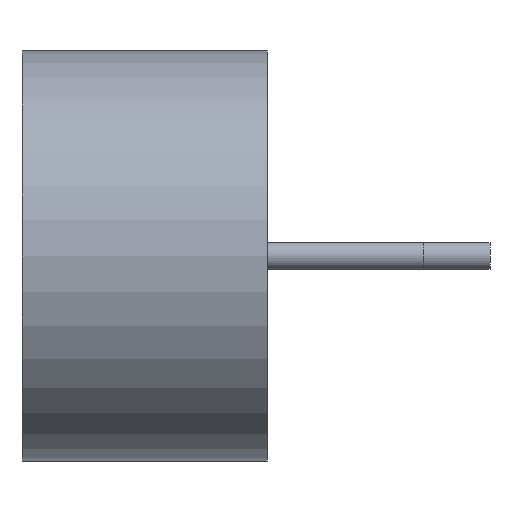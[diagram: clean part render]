
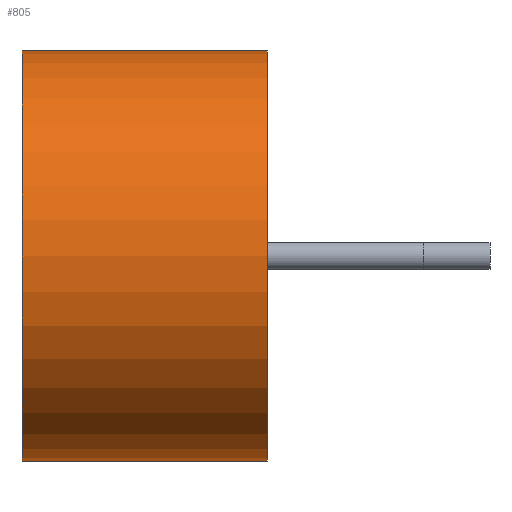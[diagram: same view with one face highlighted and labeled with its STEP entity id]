
A CAD part, left-side view. The second image highlights one B-rep face of the part: STEP entity #805.
In plain terms, the highlighted cylindrical face has radius 4.6 mm (diameter 9.2 mm), a partial arc.
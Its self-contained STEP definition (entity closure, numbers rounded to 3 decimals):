
#18 = FACE_OUTER_BOUND ( 'NONE', #1198, .T. ) ;
#29 = CYLINDRICAL_SURFACE ( 'NONE', #108, 4.6 ) ;
#35 = ORIENTED_EDGE ( 'NONE', *, *, #669, .T. ) ;
#85 = VERTEX_POINT ( 'NONE', #1289 ) ;
#90 = CARTESIAN_POINT ( 'NONE',  ( 0., 5.5, 4.6 ) ) ;
#105 = AXIS2_PLACEMENT_3D ( 'NONE', #591, #1359, #461 ) ;
#108 = AXIS2_PLACEMENT_3D ( 'NONE', #264, #637, #923 ) ;
#161 = CIRCLE ( 'NONE', #1349, 4.6 ) ;
#165 = CARTESIAN_POINT ( 'NONE',  ( 0., 0., 0. ) ) ;
#238 = ORIENTED_EDGE ( 'NONE', *, *, #1403, .T. ) ;
#264 = CARTESIAN_POINT ( 'NONE',  ( 0., 5.5, 0. ) ) ;
#314 = CARTESIAN_POINT ( 'NONE',  ( 0., 0., -4.6 ) ) ;
#374 = ORIENTED_EDGE ( 'NONE', *, *, #671, .T. ) ;
#456 = VERTEX_POINT ( 'NONE', #1362 ) ;
#461 = DIRECTION ( 'NONE',  ( 0., 0., -1. ) ) ;
#591 = CARTESIAN_POINT ( 'NONE',  ( 0., 5.5, 0. ) ) ;
#600 = LINE ( 'NONE', #90, #1019 ) ;
#637 = DIRECTION ( 'NONE',  ( 0., -1., 0. ) ) ;
#669 = EDGE_CURVE ( 'NONE', #1293, #874, #161, .T. ) ;
#671 = EDGE_CURVE ( 'NONE', #85, #1293, #936, .T. ) ;
#679 = CARTESIAN_POINT ( 'NONE',  ( 0., 0., 4.6 ) ) ;
#685 = DIRECTION ( 'NONE',  ( 0., 0., -1. ) ) ;
#776 = ORIENTED_EDGE ( 'NONE', *, *, #968, .F. ) ;
#805 = ADVANCED_FACE ( 'NONE', ( #18 ), #29, .T. ) ;
#874 = VERTEX_POINT ( 'NONE', #679 ) ;
#923 = DIRECTION ( 'NONE',  ( 0., 0., -1. ) ) ;
#936 = LINE ( 'NONE', #1184, #1611 ) ;
#968 = EDGE_CURVE ( 'NONE', #456, #874, #600, .T. ) ;
#1019 = VECTOR ( 'NONE', #1219, 1000. ) ;
#1184 = CARTESIAN_POINT ( 'NONE',  ( 0., 5.5, -4.6 ) ) ;
#1198 = EDGE_LOOP ( 'NONE', ( #776, #238, #374, #35 ) ) ;
#1219 = DIRECTION ( 'NONE',  ( 0., -1., 0. ) ) ;
#1289 = CARTESIAN_POINT ( 'NONE',  ( 0., 5.5, -4.6 ) ) ;
#1293 = VERTEX_POINT ( 'NONE', #314 ) ;
#1294 = DIRECTION ( 'NONE',  ( 0., -1., 0. ) ) ;
#1310 = DIRECTION ( 'NONE',  ( 0., 1., 0. ) ) ;
#1343 = CIRCLE ( 'NONE', #105, 4.6 ) ;
#1349 = AXIS2_PLACEMENT_3D ( 'NONE', #165, #1310, #685 ) ;
#1359 = DIRECTION ( 'NONE',  ( 0., -1., 0. ) ) ;
#1362 = CARTESIAN_POINT ( 'NONE',  ( 0., 5.5, 4.6 ) ) ;
#1403 = EDGE_CURVE ( 'NONE', #456, #85, #1343, .T. ) ;
#1611 = VECTOR ( 'NONE', #1294, 1000. ) ;
